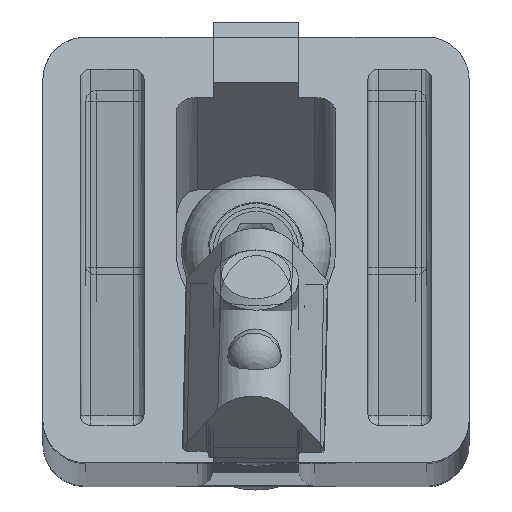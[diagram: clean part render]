
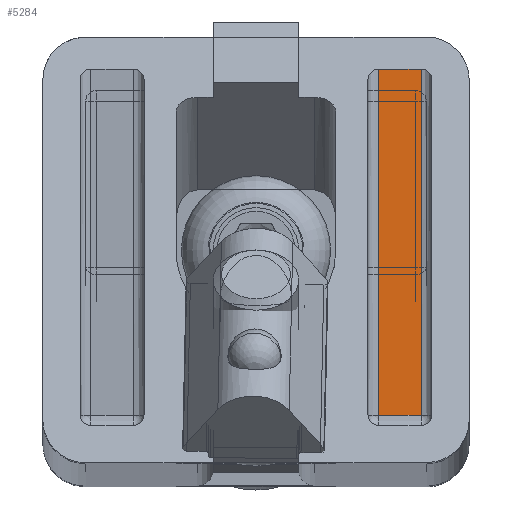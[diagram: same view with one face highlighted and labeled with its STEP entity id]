
A CAD part, top view. The second image highlights one B-rep face of the part: STEP entity #5284.
In plain terms, the highlighted planar face has unit normal (0, 0, 1).
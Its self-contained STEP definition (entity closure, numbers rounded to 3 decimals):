
#594=FACE_OUTER_BOUND('',#892,.T.);
#892=EDGE_LOOP('',(#3760,#3761,#3762,#3763));
#1223=LINE('',#7972,#1715);
#1265=LINE('',#8133,#1757);
#1269=LINE('',#8139,#1761);
#1274=LINE('',#8146,#1766);
#1715=VECTOR('',#6287,4.);
#1757=VECTOR('',#6485,32.5);
#1761=VECTOR('',#6493,4.);
#1766=VECTOR('',#6502,32.5);
#2222=VERTEX_POINT('',#7969);
#2223=VERTEX_POINT('',#7971);
#2261=VERTEX_POINT('',#8122);
#2264=VERTEX_POINT('',#8129);
#2751=EDGE_CURVE('',#2222,#2223,#1223,.T.);
#2829=EDGE_CURVE('',#2223,#2264,#1265,.T.);
#2833=EDGE_CURVE('',#2264,#2261,#1269,.T.);
#2838=EDGE_CURVE('',#2261,#2222,#1274,.T.);
#3760=ORIENTED_EDGE('',*,*,#2838,.F.);
#3761=ORIENTED_EDGE('',*,*,#2833,.F.);
#3762=ORIENTED_EDGE('',*,*,#2829,.F.);
#3763=ORIENTED_EDGE('',*,*,#2751,.F.);
#4991=PLANE('',#5663);
#5284=ADVANCED_FACE('',(#594),#4991,.T.);
#5663=AXIS2_PLACEMENT_3D('',#8148,#6505,#6506);
#6287=DIRECTION('',(1.,0.,0.));
#6485=DIRECTION('',(0.,-1.,0.));
#6493=DIRECTION('',(-1.,0.,0.));
#6502=DIRECTION('',(0.,1.,0.));
#6505=DIRECTION('center_axis',(0.,0.,
1.));
#6506=DIRECTION('ref_axis',(1.,0.,0.));
#7969=CARTESIAN_POINT('',(23.955,2.179,15.));
#7971=CARTESIAN_POINT('',(27.955,2.179,15.));
#7972=CARTESIAN_POINT('',(9.205,2.179,15.));
#8122=CARTESIAN_POINT('',(23.955,-30.321,15.));
#8129=CARTESIAN_POINT('',(27.955,-30.321,15.));
#8133=CARTESIAN_POINT('',(27.955,-20.821,15.));
#8139=CARTESIAN_POINT('',(24.455,-30.321,15.));
#8146=CARTESIAN_POINT('',(23.955,0.179,15.));
#8148=CARTESIAN_POINT('Origin',(25.955,-10.321,15.));
